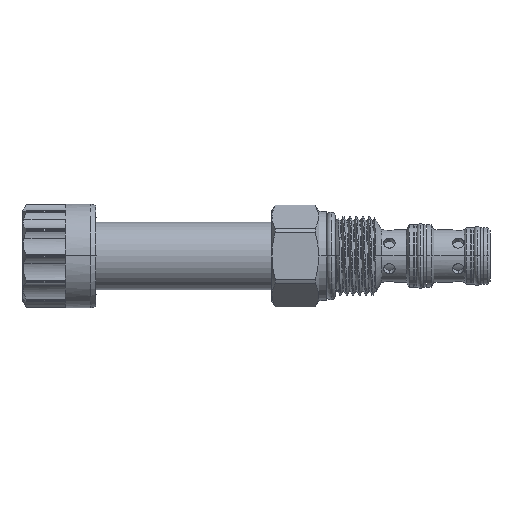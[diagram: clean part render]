
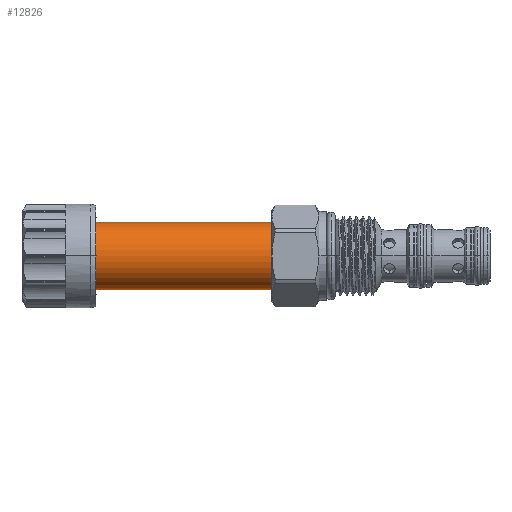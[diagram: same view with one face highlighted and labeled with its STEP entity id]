
A CAD part, top view. The second image highlights one B-rep face of the part: STEP entity #12826.
In plain terms, the highlighted cylindrical face has radius 9.5 mm (diameter 19 mm), a partial arc.
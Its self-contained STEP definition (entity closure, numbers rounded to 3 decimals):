
#21 = EDGE_LOOP ( 'NONE', ( #1819, #2843, #695, #7229 ) ) ;
#695 = ORIENTED_EDGE ( 'NONE', *, *, #15707, .T. ) ;
#1320 = DIRECTION ( 'NONE',  ( -1., 0., 0. ) ) ;
#1360 = AXIS2_PLACEMENT_3D ( 'NONE', #4189, #13146, #5342 ) ;
#1523 = LINE ( 'NONE', #7191, #14732 ) ;
#1548 = EDGE_CURVE ( 'NONE', #2483, #6642, #9977, .T. ) ;
#1706 = AXIS2_PLACEMENT_3D ( 'NONE', #14142, #1320, #6303 ) ;
#1819 = ORIENTED_EDGE ( 'NONE', *, *, #13591, .T. ) ;
#1999 = AXIS2_PLACEMENT_3D ( 'NONE', #5678, #6969, #7142 ) ;
#2483 = VERTEX_POINT ( 'NONE', #15346 ) ;
#2843 = ORIENTED_EDGE ( 'NONE', *, *, #1548, .T. ) ;
#3406 = CYLINDRICAL_SURFACE ( 'NONE', #1999, 9.5 ) ;
#4189 = CARTESIAN_POINT ( 'NONE',  ( 14.63, 0., 0. ) ) ;
#5342 = DIRECTION ( 'NONE',  ( 0., 0., -1. ) ) ;
#5678 = CARTESIAN_POINT ( 'NONE',  ( -4.834, 0., 0. ) ) ;
#6303 = DIRECTION ( 'NONE',  ( 0., -1., 0. ) ) ;
#6642 = VERTEX_POINT ( 'NONE', #16260 ) ;
#6707 = EDGE_CURVE ( 'NONE', #12076, #11199, #1523, .T. ) ;
#6969 = DIRECTION ( 'NONE',  ( 1., 0., 0. ) ) ;
#7142 = DIRECTION ( 'NONE',  ( 0., 1., 0. ) ) ;
#7191 = CARTESIAN_POINT ( 'NONE',  ( -4.834, 9.5, 0. ) ) ;
#7229 = ORIENTED_EDGE ( 'NONE', *, *, #6707, .F. ) ;
#7303 = DIRECTION ( 'NONE',  ( 1., 0., 0. ) ) ;
#7790 = CIRCLE ( 'NONE', #1706, 9.5 ) ;
#9977 = LINE ( 'NONE', #12941, #11778 ) ;
#10715 = CARTESIAN_POINT ( 'NONE',  ( 14.63, 9.5, 0. ) ) ;
#11199 = VERTEX_POINT ( 'NONE', #11826 ) ;
#11608 = FACE_OUTER_BOUND ( 'NONE', #21, .T. ) ;
#11778 = VECTOR ( 'NONE', #15612, 1000. ) ;
#11826 = CARTESIAN_POINT ( 'NONE',  ( 65.166, 9.5, 0. ) ) ;
#12076 = VERTEX_POINT ( 'NONE', #10715 ) ;
#12826 = ADVANCED_FACE ( 'NONE', ( #11608 ), #3406, .T. ) ;
#12941 = CARTESIAN_POINT ( 'NONE',  ( -4.834, -9.5, 0. ) ) ;
#13146 = DIRECTION ( 'NONE',  ( 1., 0., 0. ) ) ;
#13591 = EDGE_CURVE ( 'NONE', #12076, #2483, #16417, .T. ) ;
#14142 = CARTESIAN_POINT ( 'NONE',  ( 65.166, 0., 0. ) ) ;
#14732 = VECTOR ( 'NONE', #7303, 1000. ) ;
#15346 = CARTESIAN_POINT ( 'NONE',  ( 14.63, -9.5, 0. ) ) ;
#15612 = DIRECTION ( 'NONE',  ( 1., 0., 0. ) ) ;
#15707 = EDGE_CURVE ( 'NONE', #6642, #11199, #7790, .T. ) ;
#16260 = CARTESIAN_POINT ( 'NONE',  ( 65.166, -9.5, 0. ) ) ;
#16417 = CIRCLE ( 'NONE', #1360, 9.5 ) ;
